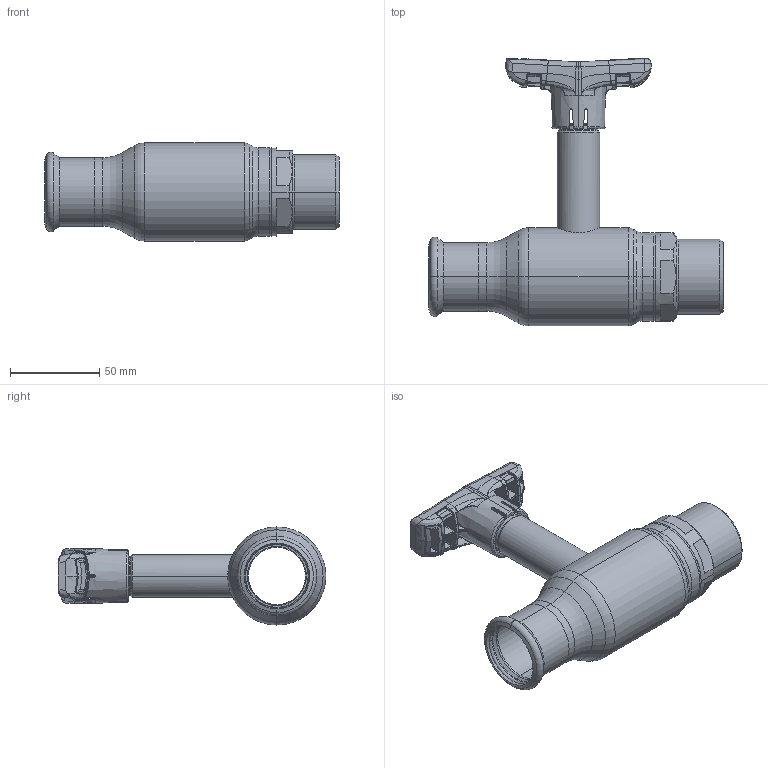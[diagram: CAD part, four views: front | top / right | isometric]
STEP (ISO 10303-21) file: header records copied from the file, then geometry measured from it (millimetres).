
FILE_DESCRIPTION (( 'STEP AP214' ), '1' );
FILE_NAME ('2032001201-0400.step', '2023-12-12T09:10:26', ( '' ), ( '' ), 'SwSTEP 2.0', 'SolidWorks 2021', '' );
FILE_SCHEMA (( 'AUTOMOTIVE_DESIGN' ));
Length unit declared in the file: millimetre
Products named in the file (1): 2032001201-0400
Bounding box: 164.8 x 150.08 x 55 mm (x, y, z)
Surface area: 52723.9 mm2 (no closed solid volume)
Topology: 0 solids, 9 shells, 585 faces, 1952 edges, 1288 vertices
Faces by surface type: bspline 444, plane 54, cylinder 34, cone 28, torus 23, sphere 2
Entity records: 54795 total; most frequent: CARTESIAN_POINT 35979, ORIENTED_EDGE 3172, EDGE_CURVE 1938, B_SPLINE_CURVE_WITH_KNOTS 1367, VERTEX_POINT 1285, DIRECTION 1248, EDGE_LOOP 595, UNCERTAINTY_MEASURE_WITH_UNIT 584
